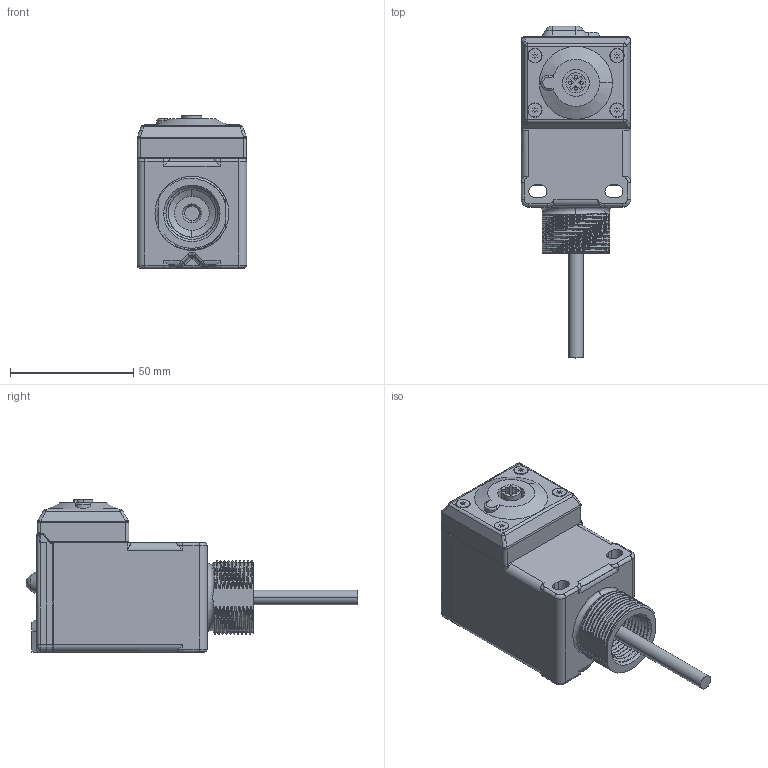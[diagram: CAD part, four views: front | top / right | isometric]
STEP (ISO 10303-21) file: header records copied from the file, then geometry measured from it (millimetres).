
FILE_DESCRIPTION((''),'2;1');
FILE_NAME('156720_SM01_ASM','2022-11-07T13:48:23',('PDMAdmin'),('BANNER ENGINEERING'),'CREO PARAMETRIC BY PTC INC, 2019292','CREO PARAMETRIC BY PTC INC, 2019292','');
FILE_SCHEMA(('CONFIG_CONTROL_DESIGN'));
Products named in the file (3): 156720_EP01; 09459; 156720_SM01_ASM
Assembly tree (2 placements, depth 2):
  156720_SM01_ASM
    156720_EP01
    09459
Bounding box: 44.57 x 134.61 x 61.77 mm (x, y, z)
Volume: 162303.9 mm3; surface area: 28250.8 mm2
Topology: 2 solids, 2 shells, 637 faces, 1675 edges, 1058 vertices
Faces by surface type: plane 248, cylinder 178, bspline 116, cone 52, torus 22, sphere 21
Entity records: 33737 total; most frequent: CARTESIAN_POINT 18861, ORIENTED_EDGE 3318, DIRECTION 2714, EDGE_CURVE 1659, VERTEX_POINT 1058, AXIS2_PLACEMENT_3D 914, VECTOR 886, LINE 886
